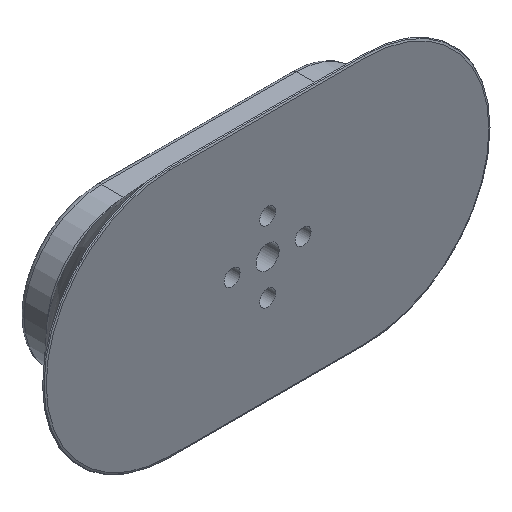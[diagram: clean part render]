
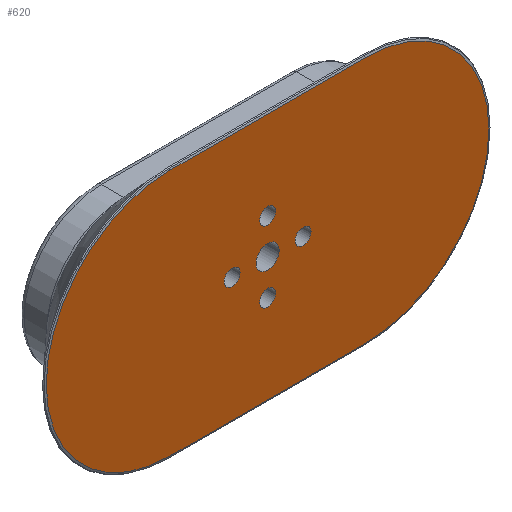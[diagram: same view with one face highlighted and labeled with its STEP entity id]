
A CAD part, isometric view. The second image highlights one B-rep face of the part: STEP entity #620.
In plain terms, the highlighted planar face has unit normal (0, -1, 0).
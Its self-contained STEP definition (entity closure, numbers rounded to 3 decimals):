
#38=LINE('',#1000,#75);
#43=LINE('',#1010,#80);
#75=VECTOR('',#807,10.);
#80=VECTOR('',#814,10.);
#112=FACE_BOUND('',#204,.T.);
#113=FACE_BOUND('',#205,.T.);
#114=FACE_BOUND('',#206,.T.);
#115=FACE_BOUND('',#207,.T.);
#116=FACE_BOUND('',#208,.T.);
#128=PLANE('',#718);
#162=FACE_OUTER_BOUND('',#203,.T.);
#203=EDGE_LOOP('',(#538,#539,#540,#541));
#204=EDGE_LOOP('',(#542));
#205=EDGE_LOOP('',(#543));
#206=EDGE_LOOP('',(#544));
#207=EDGE_LOOP('',(#545));
#208=EDGE_LOOP('',(#546));
#224=CIRCLE('',#659,4.5);
#225=CIRCLE('',#661,4.5);
#226=CIRCLE('',#663,4.5);
#227=CIRCLE('',#665,4.5);
#228=CIRCLE('',#667,6.5);
#244=CIRCLE('',#701,69.732);
#252=CIRCLE('',#717,69.732);
#267=VERTEX_POINT('',#947);
#268=VERTEX_POINT('',#951);
#269=VERTEX_POINT('',#955);
#270=VERTEX_POINT('',#959);
#271=VERTEX_POINT('',#963);
#284=VERTEX_POINT('',#997);
#285=VERTEX_POINT('',#999);
#286=VERTEX_POINT('',#1003);
#289=VERTEX_POINT('',#1008);
#320=EDGE_CURVE('',#267,#267,#224,.T.);
#322=EDGE_CURVE('',#268,#268,#225,.T.);
#324=EDGE_CURVE('',#269,#269,#226,.T.);
#326=EDGE_CURVE('',#270,#270,#227,.T.);
#328=EDGE_CURVE('',#271,#271,#228,.T.);
#344=EDGE_CURVE('',#285,#284,#38,.T.);
#349=EDGE_CURVE('',#289,#286,#43,.T.);
#376=EDGE_CURVE('',#286,#284,#244,.T.);
#384=EDGE_CURVE('',#289,#285,#252,.T.);
#538=ORIENTED_EDGE('',*,*,#384,.T.);
#539=ORIENTED_EDGE('',*,*,#344,.T.);
#540=ORIENTED_EDGE('',*,*,#376,.F.);
#541=ORIENTED_EDGE('',*,*,#349,.F.);
#542=ORIENTED_EDGE('',*,*,#320,.T.);
#543=ORIENTED_EDGE('',*,*,#322,.T.);
#544=ORIENTED_EDGE('',*,*,#324,.T.);
#545=ORIENTED_EDGE('',*,*,#326,.T.);
#546=ORIENTED_EDGE('',*,*,#328,.T.);
#620=ADVANCED_FACE('',(#162,#112,#113,#114,#115,#116),#128,.T.);
#659=AXIS2_PLACEMENT_3D('',#949,#758,#759);
#661=AXIS2_PLACEMENT_3D('',#953,#763,#764);
#663=AXIS2_PLACEMENT_3D('',#957,#768,#769);
#665=AXIS2_PLACEMENT_3D('',#961,#773,#774);
#667=AXIS2_PLACEMENT_3D('',#965,#778,#779);
#701=AXIS2_PLACEMENT_3D('',#1063,#878,#879);
#717=AXIS2_PLACEMENT_3D('',#1079,#910,#911);
#718=AXIS2_PLACEMENT_3D('',#1080,#912,#913);
#758=DIRECTION('center_axis',(0.,1.,0.));
#759=DIRECTION('ref_axis',(0.,0.,1.));
#763=DIRECTION('center_axis',(0.,1.,0.));
#764=DIRECTION('ref_axis',(-1.,0.,0.));
#768=DIRECTION('center_axis',(0.,1.,0.));
#769=DIRECTION('ref_axis',(0.,0.,-1.));
#773=DIRECTION('center_axis',(0.,1.,0.));
#774=DIRECTION('ref_axis',(1.,0.,0.));
#778=DIRECTION('center_axis',(0.,1.,0.));
#779=DIRECTION('ref_axis',(1.,0.,0.));
#807=DIRECTION('',(1.,0.,0.));
#814=DIRECTION('',(1.,0.,0.));
#878=DIRECTION('center_axis',(0.,1.,0.));
#879=DIRECTION('ref_axis',(0.,0.,1.));
#910=DIRECTION('center_axis',(0.,-1.,0.));
#911=DIRECTION('ref_axis',(0.,0.,1.));
#912=DIRECTION('center_axis',(0.,-1.,0.));
#913=DIRECTION('ref_axis',(-1.,0.,0.));
#947=CARTESIAN_POINT('',(0.,0.,-24.5));
#949=CARTESIAN_POINT('Origin',(0.,0.,
-20.));
#951=CARTESIAN_POINT('',(24.5,0.,0.));
#953=CARTESIAN_POINT('Origin',(20.,0.,0.));
#955=CARTESIAN_POINT('',(0.,0.,24.5));
#957=CARTESIAN_POINT('Origin',(0.,0.,
20.));
#959=CARTESIAN_POINT('',(-24.5,0.,0.));
#961=CARTESIAN_POINT('Origin',(-20.,0.,0.));
#963=CARTESIAN_POINT('',(-6.5,0.,0.));
#965=CARTESIAN_POINT('Origin',(0.,0.,0.));
#997=CARTESIAN_POINT('',(55.,0.,-69.732));
#999=CARTESIAN_POINT('',(-55.,0.,-69.732));
#1000=CARTESIAN_POINT('',(-55.,0.,-69.732));
#1003=CARTESIAN_POINT('',(55.,0.,69.732));
#1008=CARTESIAN_POINT('',(-55.,0.,69.732));
#1010=CARTESIAN_POINT('',(-55.,0.,69.732));
#1063=CARTESIAN_POINT('Origin',(55.,0.,0.));
#1079=CARTESIAN_POINT('Origin',(-55.,0.,0.));
#1080=CARTESIAN_POINT('Origin',(-55.,0.,0.));
